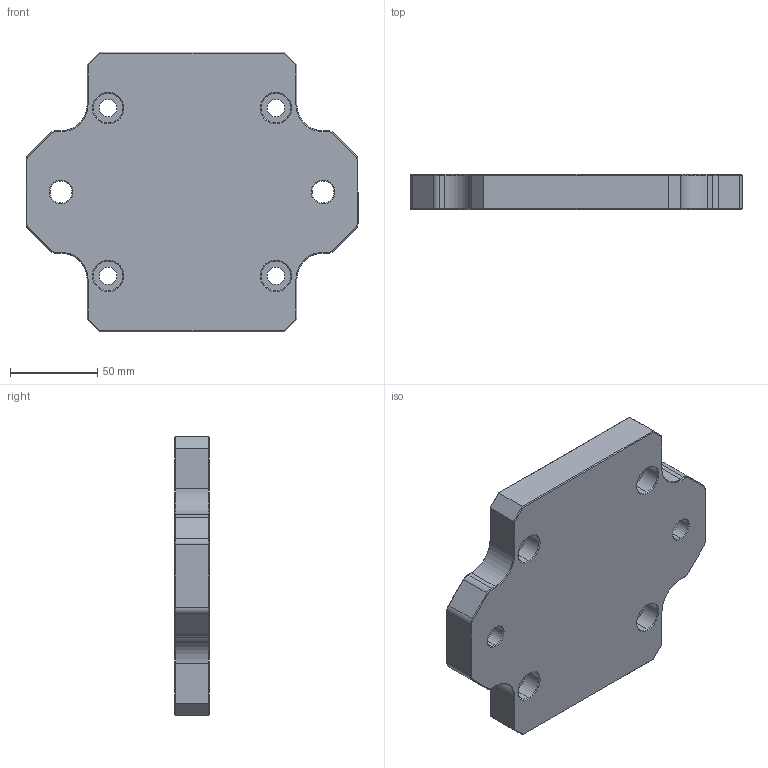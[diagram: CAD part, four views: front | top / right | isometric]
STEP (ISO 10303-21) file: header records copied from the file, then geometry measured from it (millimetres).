
FILE_DESCRIPTION (( 'STEP AP214' ), '1' );
FILE_NAME ('PP120.STEP', '2021-12-20T15:30:39', ( '' ), ( '' ), 'SwSTEP 2.0', 'SolidWorks 2013', '' );
FILE_SCHEMA (( 'AUTOMOTIVE_DESIGN' ));
Length unit declared in the file: millimetre
Products named in the file (1): PP120
Bounding box: 190 x 20 x 160 mm (x, y, z)
Volume: 453010.3 mm3; surface area: 63805.9 mm2
Topology: 1 solids, 1 shells, 152 faces, 344 edges, 200 vertices
Faces by surface type: plane 68, cone 48, cylinder 36
Entity records: 5894 total; most frequent: DIRECTION 770, CARTESIAN_POINT 697, ORIENTED_EDGE 688, EDGE_CURVE 344, AXIS2_PLACEMENT_3D 273, LINE 224, VECTOR 224, VERTEX_POINT 200
